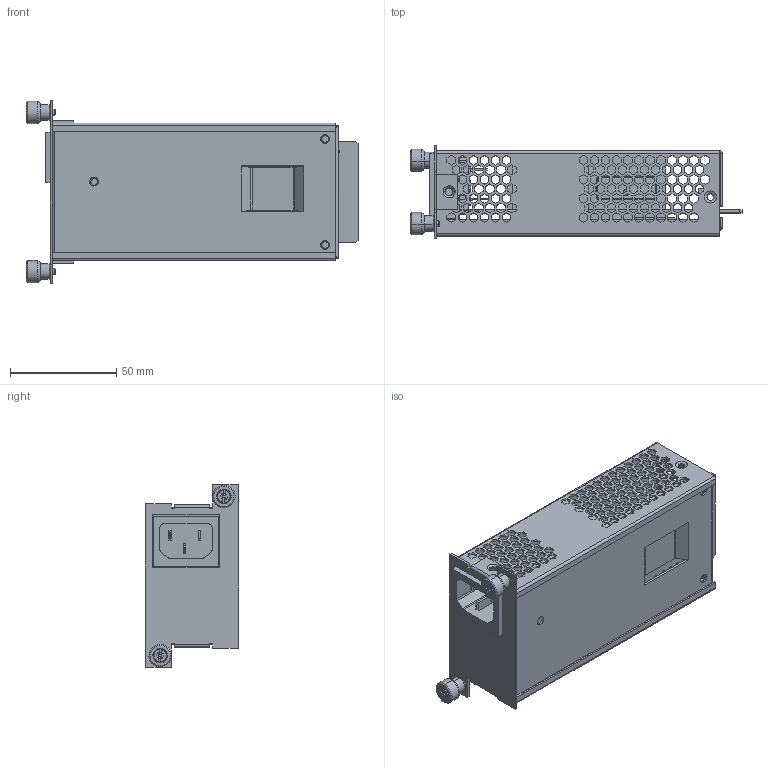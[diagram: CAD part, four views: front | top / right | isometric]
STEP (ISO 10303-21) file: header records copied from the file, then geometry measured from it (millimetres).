
FILE_DESCRIPTION (( 'STEP AP214' ), '1' );
FILE_NAME ('PM160-220x12.STEP', '2025-09-11T02:51:02', ( '' ), ( '' ), 'SwSTEP 2.0', 'SolidWorks 2023', '' );
FILE_SCHEMA (( 'AUTOMOTIVE_DESIGN' ));
Length unit declared in the file: millimetre
Products named in the file (14): __JEL JR-101SG_BEJ ST-A01-003K; __pm160220x12 rev.d (2v0); __PEM PF11M-M3-1_PEM PF11M-M3-1; __ПП PM160-220x12 rev.D (2v0); PM160-220x12; __SPM160.000.003; __pm150-220.19.1.020 (2020.12.01)_pm150-220.19.1.020; __pm160-220v2.19.1.01; Part1^__PB.007; __PM160-220.REV.D.1v1(1).19.1.011; __PM160-220.REV.D.1v1(1).19.1.000; __PM160-220.REV.D.1v1(1).19.1.010; __pm150-220.19.1.21 (2020.12.01)_pm150-220.19.1.021; __PB.007
Assembly tree (14 placements, depth 4):
  PM160-220x12
    __ПП PM160-220x12 rev.D (2v0)
      __pm160220x12 rev.d (2v0)
    __PM160-220.REV.D.1v1(1).19.1.000
      __PM160-220.REV.D.1v1(1).19.1.010
        __PM160-220.REV.D.1v1(1).19.1.011
      __pm160-220v2.19.1.01
      __pm150-220.19.1.020 (2020.12.01)_pm150-220.19.1.020
        __pm150-220.19.1.21 (2020.12.01)_pm150-220.19.1.021
        __PEM PF11M-M3-1_PEM PF11M-M3-1  x2
    __PB.007
      __SPM160.000.003
      Part1^__PB.007
    __JEL JR-101SG_BEJ ST-A01-003K
Bounding box: 156.43 x 43.5 x 86 mm (x, y, z)
Volume: 53922.6 mm3; surface area: 102683.8 mm2
Topology: 9 solids, 9 shells, 2430 faces, 6988 edges, 4596 vertices
Faces by surface type: plane 1969, cylinder 387, cone 54, bspline 20
Entity records: 82761 total; most frequent: CARTESIAN_POINT 14368, ORIENTED_EDGE 13596, DIRECTION 12276, EDGE_CURVE 6798, LINE 5978, VECTOR 5978, VERTEX_POINT 4483, EDGE_LOOP 3171
